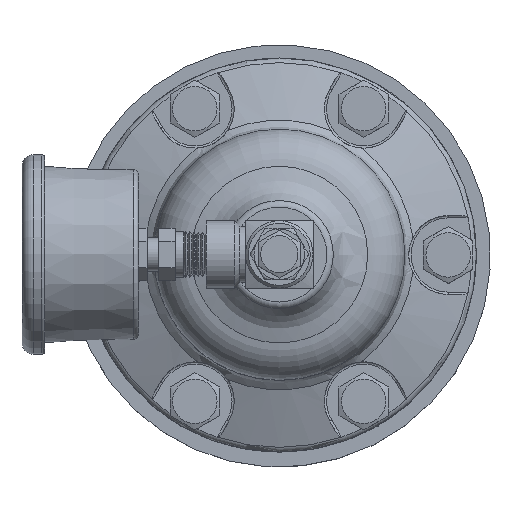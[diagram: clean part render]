
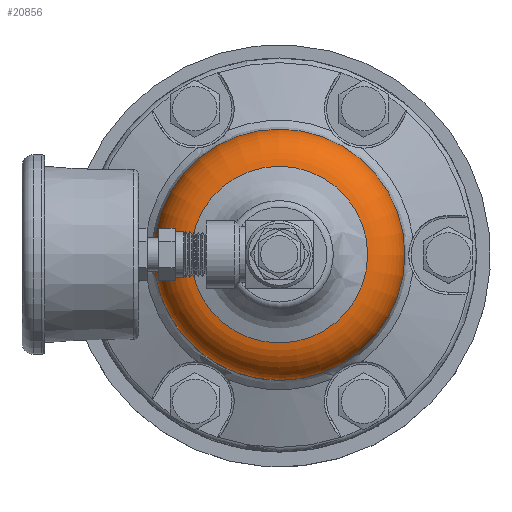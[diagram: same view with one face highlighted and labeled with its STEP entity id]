
A CAD part, top view. The second image highlights one B-rep face of the part: STEP entity #20856.
In plain terms, the highlighted toroidal (fillet/blend) face has major radius 18.796 mm and minor radius 9.525 mm.
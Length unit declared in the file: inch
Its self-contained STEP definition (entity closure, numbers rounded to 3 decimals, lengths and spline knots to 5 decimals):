
#20814=CARTESIAN_POINT('',(-3.38429,-0.24379,7.03448));
#20815=VERTEX_POINT('',#20814);
#20816=CARTESIAN_POINT('',(-3.38429,-1.35879,7.03448));
#20817=DIRECTION('',(0.0,0.0,1.0));
#20818=DIRECTION('',(-1.0,0.0,0.0));
#20819=AXIS2_PLACEMENT_3D('',#20816,#20817,#20818);
#20820=CIRCLE('',#20819,1.115);
#20821=EDGE_CURVE('',#20815,#20815,#20820,.T.);
#20837=CARTESIAN_POINT('',(-3.38429,-1.35879,7.03448));
#20838=DIRECTION('',(0.0,0.0,1.0));
#20839=DIRECTION('',(1.0,0.0,0.0));
#20840=AXIS2_PLACEMENT_3D('',#20837,#20838,#20839);
#20841=TOROIDAL_SURFACE('',#20840,0.74,0.375);
#20842=CARTESIAN_POINT('',(-2.59959,-1.35879,7.4068));
#20843=VERTEX_POINT('',#20842);
#20844=CARTESIAN_POINT('',(-3.38429,-1.35879,7.4068));
#20845=DIRECTION('',(0.0,0.0,1.0));
#20846=DIRECTION('',(-1.0,0.0,0.0));
#20847=AXIS2_PLACEMENT_3D('',#20844,#20845,#20846);
#20848=CIRCLE('',#20847,0.7847);
#20849=EDGE_CURVE('',#20843,#20843,#20848,.T.);
#20850=ORIENTED_EDGE('',*,*,#20849,.F.);
#20851=EDGE_LOOP('',(#20850));
#20852=FACE_OUTER_BOUND('',#20851,.T.);
#20853=ORIENTED_EDGE('',*,*,#20821,.T.);
#20854=EDGE_LOOP('',(#20853));
#20855=FACE_BOUND('',#20854,.T.);
#20856=ADVANCED_FACE('',(#20852,#20855),#20841,.T.);
